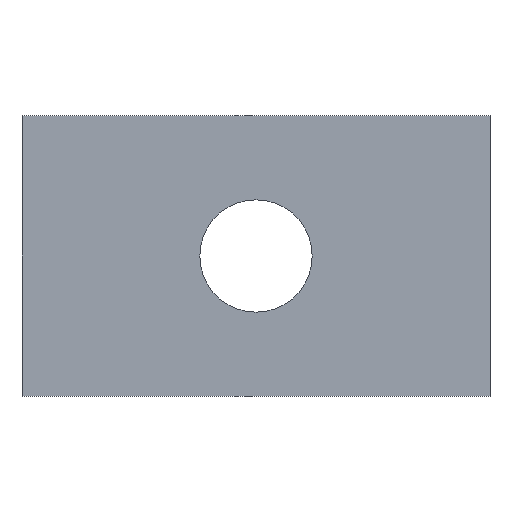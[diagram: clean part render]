
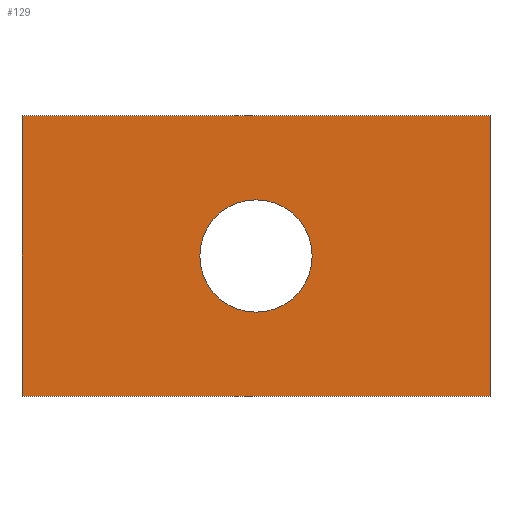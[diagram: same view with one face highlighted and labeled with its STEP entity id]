
A CAD part, front view. The second image highlights one B-rep face of the part: STEP entity #129.
In plain terms, the highlighted planar face has unit normal (0, -1, 0).
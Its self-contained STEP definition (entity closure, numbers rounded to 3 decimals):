
#16=FACE_BOUND('',#38,.T.);
#22=PLANE('',#152);
#29=FACE_OUTER_BOUND('',#37,.T.);
#37=EDGE_LOOP('',(#117,#118,#119,#120));
#38=EDGE_LOOP('',(#121));
#40=LINE('',#196,#53);
#44=LINE('',#204,#57);
#47=LINE('',#210,#60);
#50=LINE('',#215,#63);
#53=VECTOR('',#164,10.);
#57=VECTOR('',#170,10.);
#60=VECTOR('',#175,10.);
#63=VECTOR('',#180,10.);
#66=CIRCLE('',#146,6.);
#68=VERTEX_POINT('',#190);
#69=VERTEX_POINT('',#194);
#70=VERTEX_POINT('',#195);
#73=VERTEX_POINT('',#203);
#75=VERTEX_POINT('',#209);
#79=EDGE_CURVE('',#68,#68,#66,.T.);
#80=EDGE_CURVE('',#69,#70,#40,.T.);
#84=EDGE_CURVE('',#73,#69,#44,.T.);
#87=EDGE_CURVE('',#75,#73,#47,.T.);
#90=EDGE_CURVE('',#70,#75,#50,.T.);
#117=ORIENTED_EDGE('',*,*,#90,.F.);
#118=ORIENTED_EDGE('',*,*,#80,.F.);
#119=ORIENTED_EDGE('',*,*,#84,.F.);
#120=ORIENTED_EDGE('',*,*,#87,.F.);
#121=ORIENTED_EDGE('',*,*,#79,.T.);
#129=ADVANCED_FACE('',(#29,#16),#22,.F.);
#146=AXIS2_PLACEMENT_3D('',#192,#160,#161);
#152=AXIS2_PLACEMENT_3D('',#218,#184,#185);
#160=DIRECTION('center_axis',(0.,1.,0.));
#161=DIRECTION('ref_axis',(-1.,0.,0.));
#164=DIRECTION('',(-1.,0.,0.));
#170=DIRECTION('',(0.,0.,-1.));
#175=DIRECTION('',(1.,0.,0.));
#180=DIRECTION('',(0.,0.,1.));
#184=DIRECTION('center_axis',(0.,1.,0.));
#185=DIRECTION('ref_axis',(1.,0.,0.));
#190=CARTESIAN_POINT('',(31.,0.,-15.));
#192=CARTESIAN_POINT('Origin',(25.,0.,-15.));
#194=CARTESIAN_POINT('',(50.,0.,-30.));
#195=CARTESIAN_POINT('',(0.,0.,-30.));
#196=CARTESIAN_POINT('',(50.,0.,-30.));
#203=CARTESIAN_POINT('',(50.,0.,0.));
#204=CARTESIAN_POINT('',(50.,0.,0.));
#209=CARTESIAN_POINT('',(0.,0.,0.));
#210=CARTESIAN_POINT('',(0.,0.,0.));
#215=CARTESIAN_POINT('',(0.,0.,-30.));
#218=CARTESIAN_POINT('Origin',(25.,0.,-15.));
